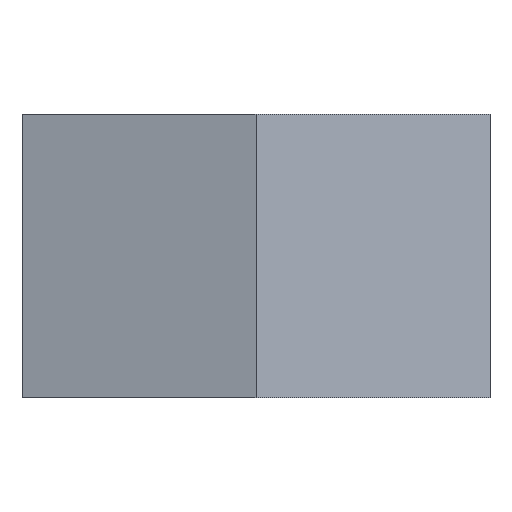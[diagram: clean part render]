
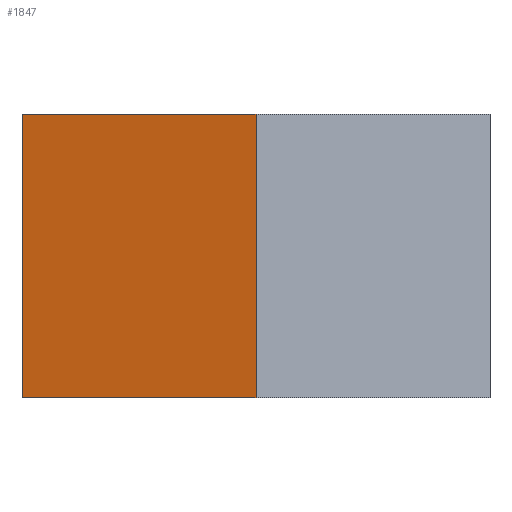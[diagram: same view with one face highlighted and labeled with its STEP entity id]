
A CAD part, front view. The second image highlights one B-rep face of the part: STEP entity #1847.
In plain terms, the highlighted planar face has unit normal (-0.223, -0.975, 0).
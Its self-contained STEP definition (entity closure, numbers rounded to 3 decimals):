
#177=FACE_OUTER_BOUND('',#295,.T.);
#295=EDGE_LOOP('',(#1604,#1605,#1606,#1607));
#440=LINE('',#2857,#660);
#518=LINE('',#3036,#738);
#519=LINE('',#3037,#739);
#520=LINE('',#3038,#740);
#660=VECTOR('',#2253,10.);
#738=VECTOR('',#2415,10.);
#739=VECTOR('',#2416,10.);
#740=VECTOR('',#2417,10.);
#855=VERTEX_POINT('',#2854);
#856=VERTEX_POINT('',#2856);
#914=VERTEX_POINT('',#3034);
#915=VERTEX_POINT('',#3035);
#1067=EDGE_CURVE('',#855,#856,#440,.T.);
#1156=EDGE_CURVE('',#914,#915,#518,.T.);
#1157=EDGE_CURVE('',#914,#856,#519,.T.);
#1158=EDGE_CURVE('',#855,#915,#520,.F.);
#1604=ORIENTED_EDGE('',*,*,#1156,.F.);
#1605=ORIENTED_EDGE('',*,*,#1157,.T.);
#1606=ORIENTED_EDGE('',*,*,#1067,.F.);
#1607=ORIENTED_EDGE('',*,*,#1158,.T.);
#1760=PLANE('',#1980);
#1847=ADVANCED_FACE('',(#177),#1760,.F.);
#1980=AXIS2_PLACEMENT_3D('',#3033,#2413,#2414);
#2253=DIRECTION('',(0.975,-0.223,0.));
#2413=DIRECTION('center_axis',(0.223,0.975,0.));
#2414=DIRECTION('ref_axis',(-0.975,0.223,0.));
#2415=DIRECTION('',(-0.975,0.223,0.));
#2416=DIRECTION('',(0.,0.,1.));
#2417=DIRECTION('',(0.,0.,1.));
#2854=CARTESIAN_POINT('',(-16.5,-30.229,12.));
#2856=CARTESIAN_POINT('',(0.,-34.,12.));
#2857=CARTESIAN_POINT('',(0.,-34.,12.));
#3033=CARTESIAN_POINT('Origin',(0.,-34.,
-8.));
#3034=CARTESIAN_POINT('',(0.,-34.,-8.));
#3035=CARTESIAN_POINT('',(-16.5,-30.229,-8.));
#3036=CARTESIAN_POINT('',(0.,-34.,-8.));
#3037=CARTESIAN_POINT('',(0.,-34.,0.));
#3038=CARTESIAN_POINT('',(-16.5,-30.229,-4.));
